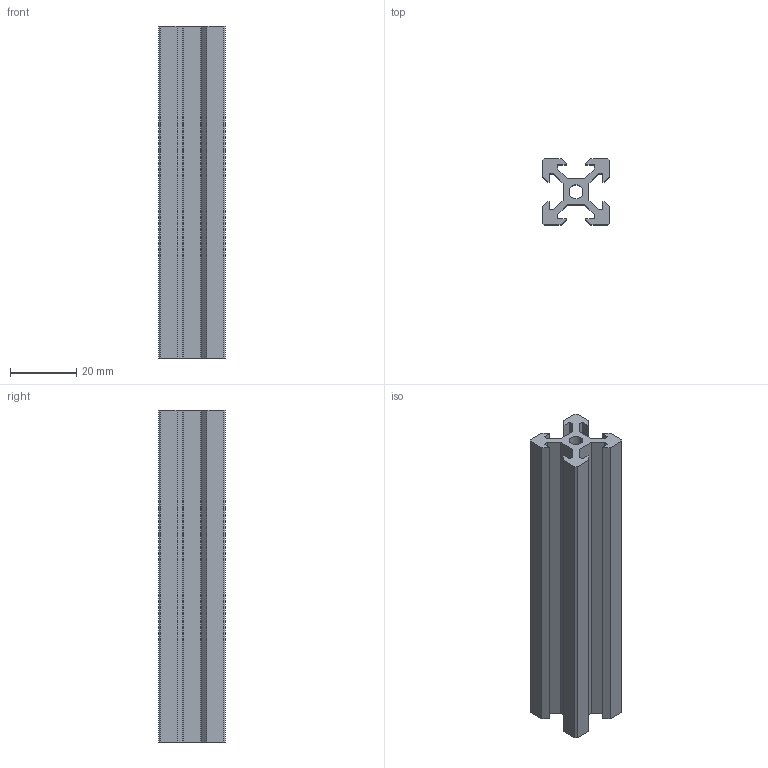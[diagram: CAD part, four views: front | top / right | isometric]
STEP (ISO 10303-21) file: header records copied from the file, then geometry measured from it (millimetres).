
FILE_DESCRIPTION (( 'STEP AP214' ), '1' );
FILE_NAME ('20x20mm V-Slot.STEP', '2021-06-10T19:05:25', ( '' ), ( '' ), 'SwSTEP 2.0', 'SolidWorks 2020', '' );
FILE_SCHEMA (( 'AUTOMOTIVE_DESIGN' ));
Length unit declared in the file: millimetre
Products named in the file (1): 20x20mm V-Slot
Bounding box: 20 x 20 x 100 mm (x, y, z)
Volume: 18024.8 mm3; surface area: 16397 mm2
Topology: 1 solids, 1 shells, 60 faces, 174 edges, 116 vertices
Faces by surface type: plane 58, cylinder 2
Entity records: 2002 total; most frequent: CARTESIAN_POINT 351, ORIENTED_EDGE 348, DIRECTION 300, EDGE_CURVE 174, LINE 170, VECTOR 170, VERTEX_POINT 116, AXIS2_PLACEMENT_3D 65
